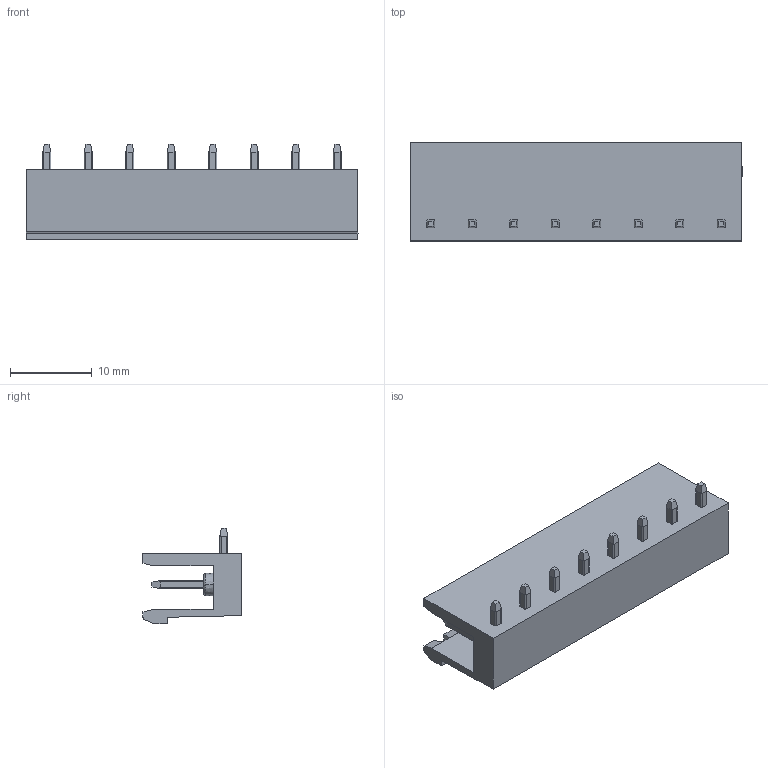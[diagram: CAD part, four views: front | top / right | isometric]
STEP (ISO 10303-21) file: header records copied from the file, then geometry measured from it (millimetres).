
FILE_DESCRIPTION (( 'STEP AP203' ), '1' );
FILE_NAME ('2EDGR-5.08-08P-14-100A(H).stp', '2020-05-23T07:18:11', ( '微软用户' ), ( '微软中国' ), 'SwSTEP 2.0', 'SolidWorks 2015', '' );
FILE_SCHEMA (( 'CONFIG_CONTROL_DESIGN' ));
Length unit declared in the file: millimetre
Products named in the file (1): 2EDGR-5.08-08P-14-100A(H)
Bounding box: 40.64 x 12 x 11.7 mm (x, y, z)
Volume: 1960.5 mm3; surface area: 2775.2 mm2
Topology: 1 solids, 1 shells, 652 faces, 1817 edges, 1201 vertices
Faces by surface type: plane 531, cylinder 81, bspline 24, cone 16
Entity records: 22904 total; most frequent: CARTESIAN_POINT 6749, ORIENTED_EDGE 3634, DIRECTION 2856, EDGE_CURVE 1817, LINE 1422, VECTOR 1422, VERTEX_POINT 1201, AXIS2_PLACEMENT_3D 717
